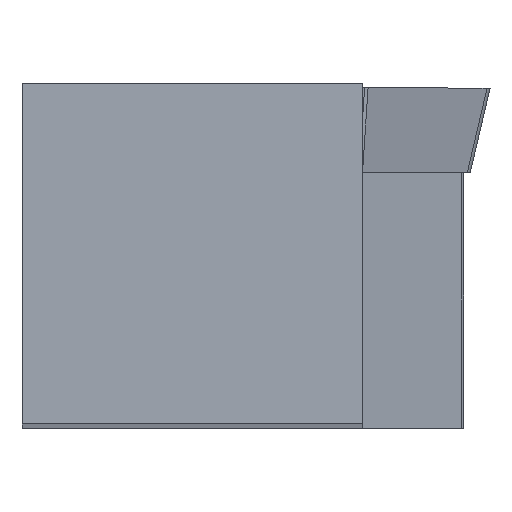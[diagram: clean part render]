
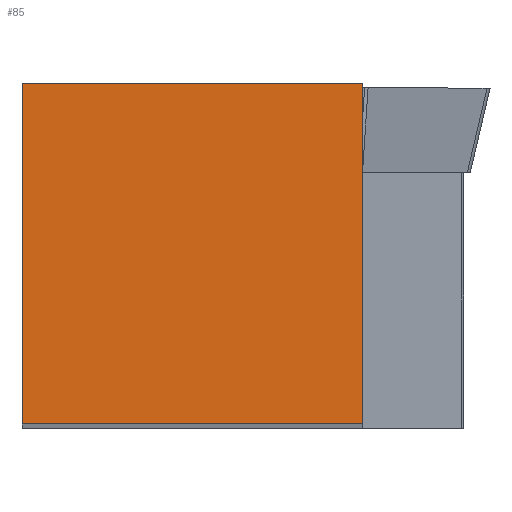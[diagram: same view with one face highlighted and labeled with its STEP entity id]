
A CAD part, top view. The second image highlights one B-rep face of the part: STEP entity #85.
In plain terms, the highlighted planar face has unit normal (0, 0, 1).
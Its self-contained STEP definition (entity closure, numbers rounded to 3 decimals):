
#85=ADVANCED_FACE('',(#133),#114,.F.);
#114=PLANE('',#633);
#133=FACE_OUTER_BOUND('',#156,.T.);
#156=EDGE_LOOP('',(#223,#224,#225,#226));
#223=ORIENTED_EDGE('',*,*,#388,.T.);
#224=ORIENTED_EDGE('',*,*,#392,.T.);
#225=ORIENTED_EDGE('',*,*,#400,.T.);
#226=ORIENTED_EDGE('',*,*,#397,.T.);
#339=VERTEX_POINT('',#883);
#340=VERTEX_POINT('',#885);
#342=VERTEX_POINT('',#891);
#343=VERTEX_POINT('',#896);
#388=EDGE_CURVE('',#340,#339,#532,.T.);
#392=EDGE_CURVE('',#339,#342,#536,.T.);
#397=EDGE_CURVE('',#343,#340,#539,.T.);
#400=EDGE_CURVE('',#342,#343,#541,.T.);
#532=LINE('',#884,#580);
#536=LINE('',#892,#584);
#539=LINE('',#901,#587);
#541=LINE('',#905,#589);
#580=VECTOR('',#715,1.);
#584=VECTOR('',#721,1.);
#587=VECTOR('',#730,1.);
#589=VECTOR('',#736,1.);
#633=AXIS2_PLACEMENT_3D('',#907,#739,#740);
#715=DIRECTION('',(-1.,0.,0.));
#721=DIRECTION('',(0.,-1.,0.));
#730=DIRECTION('',(0.,1.,0.));
#736=DIRECTION('',(1.,0.,0.));
#739=DIRECTION('',(0.,0.,-1.));
#740=DIRECTION('',(-1.,0.,0.));
#883=CARTESIAN_POINT('',(0.,16.,0.));
#884=CARTESIAN_POINT('',(0.,16.,0.));
#885=CARTESIAN_POINT('',(16.,16.,0.));
#891=CARTESIAN_POINT('',(0.,0.,0.));
#892=CARTESIAN_POINT('',(0.,0.,0.));
#896=CARTESIAN_POINT('',(16.,0.,0.));
#901=CARTESIAN_POINT('',(16.,16.,0.));
#905=CARTESIAN_POINT('',(16.,0.,0.));
#907=CARTESIAN_POINT('',(0.,0.,0.));
